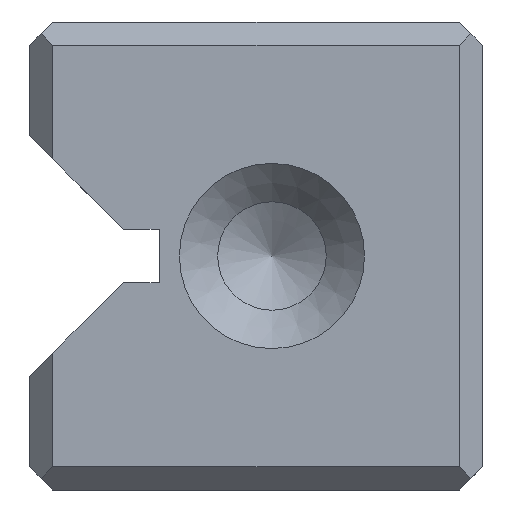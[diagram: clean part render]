
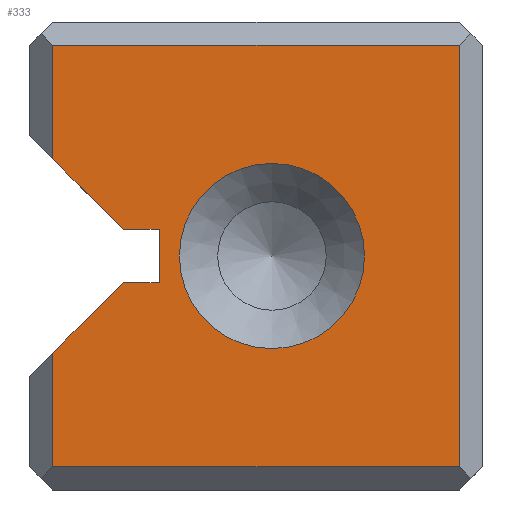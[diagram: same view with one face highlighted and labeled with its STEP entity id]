
A CAD part, left-side view. The second image highlights one B-rep face of the part: STEP entity #333.
In plain terms, the highlighted planar face has unit normal (-1, 0, 0).
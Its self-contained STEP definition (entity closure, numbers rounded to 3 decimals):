
#120=FACE_BOUND('',#490,.T.);
#121=FACE_BOUND('',#491,.T.);
#269=CIRCLE('',#1359,4.35);
#333=ADVANCED_FACE('',(#120,#121),#420,.T.);
#420=PLANE('',#1360);
#490=EDGE_LOOP('',(#669));
#491=EDGE_LOOP('',(#670,#671,#672,#673,#674,#675,#676,#677,#678,#679));
#669=ORIENTED_EDGE('',*,*,#1079,.T.);
#670=ORIENTED_EDGE('',*,*,#1080,.T.);
#671=ORIENTED_EDGE('',*,*,#1081,.T.);
#672=ORIENTED_EDGE('',*,*,#1082,.T.);
#673=ORIENTED_EDGE('',*,*,#1083,.T.);
#674=ORIENTED_EDGE('',*,*,#1084,.F.);
#675=ORIENTED_EDGE('',*,*,#1085,.F.);
#676=ORIENTED_EDGE('',*,*,#1086,.F.);
#677=ORIENTED_EDGE('',*,*,#1087,.F.);
#678=ORIENTED_EDGE('',*,*,#1088,.T.);
#679=ORIENTED_EDGE('',*,*,#1089,.T.);
#957=VERTEX_POINT('',#1947);
#958=VERTEX_POINT('',#1949);
#959=VERTEX_POINT('',#1950);
#960=VERTEX_POINT('',#1952);
#961=VERTEX_POINT('',#1954);
#962=VERTEX_POINT('',#1956);
#963=VERTEX_POINT('',#1958);
#964=VERTEX_POINT('',#1960);
#965=VERTEX_POINT('',#1962);
#966=VERTEX_POINT('',#1964);
#967=VERTEX_POINT('',#1966);
#1079=EDGE_CURVE('',#957,#957,#269,.T.);
#1080=EDGE_CURVE('',#958,#959,#1212,.T.);
#1081=EDGE_CURVE('',#959,#960,#1213,.T.);
#1082=EDGE_CURVE('',#960,#961,#1214,.T.);
#1083=EDGE_CURVE('',#961,#962,#1215,.T.);
#1084=EDGE_CURVE('',#963,#962,#1216,.T.);
#1085=EDGE_CURVE('',#964,#963,#1217,.T.);
#1086=EDGE_CURVE('',#965,#964,#1218,.T.);
#1087=EDGE_CURVE('',#966,#965,#1219,.T.);
#1088=EDGE_CURVE('',#966,#967,#1220,.T.);
#1089=EDGE_CURVE('',#967,#958,#1221,.T.);
#1212=LINE('',#1948,#1284);
#1213=LINE('',#1951,#1285);
#1214=LINE('',#1953,#1286);
#1215=LINE('',#1955,#1287);
#1216=LINE('',#1957,#1288);
#1217=LINE('',#1959,#1289);
#1218=LINE('',#1961,#1290);
#1219=LINE('',#1963,#1291);
#1220=LINE('',#1965,#1292);
#1221=LINE('',#1967,#1293);
#1284=VECTOR('',#1548,1.);
#1285=VECTOR('',#1549,1.);
#1286=VECTOR('',#1550,1.);
#1287=VECTOR('',#1551,1.);
#1288=VECTOR('',#1552,1.);
#1289=VECTOR('',#1553,1.);
#1290=VECTOR('',#1554,1.);
#1291=VECTOR('',#1555,1.);
#1292=VECTOR('',#1556,1.);
#1293=VECTOR('',#1557,1.);
#1359=AXIS2_PLACEMENT_3D('',#1946,#1546,#1547);
#1360=AXIS2_PLACEMENT_3D('',#1968,#1558,#1559);
#1546=DIRECTION('',(1.,0.,0.));
#1547=DIRECTION('',(0.,0.,-1.));
#1548=DIRECTION('',(0.,-1.,0.));
#1549=DIRECTION('',(0.,0.,1.));
#1550=DIRECTION('',(0.,1.,0.));
#1551=DIRECTION('',(0.,0.,-1.));
#1552=DIRECTION('',(0.,0.707,0.707));
#1553=DIRECTION('',(0.,1.,0.));
#1554=DIRECTION('',(0.,0.,1.));
#1555=DIRECTION('',(0.,-1.,0.));
#1556=DIRECTION('',(0.,0.707,-0.707));
#1557=DIRECTION('',(0.,0.,-1.));
#1558=DIRECTION('',(-1.,0.,0.));
#1559=DIRECTION('',(0.,0.,1.));
#1946=CARTESIAN_POINT('',(0.,9.9,11.));
#1947=CARTESIAN_POINT('',(0.,9.9,6.65));
#1948=CARTESIAN_POINT('',(0.,10.65,1.1));
#1949=CARTESIAN_POINT('',(0.,20.2,1.1));
#1950=CARTESIAN_POINT('',(0.,1.1,1.1));
#1951=CARTESIAN_POINT('',(0.,1.1,0.));
#1952=CARTESIAN_POINT('',(0.,1.1,20.9));
#1953=CARTESIAN_POINT('',(0.,10.65,20.9));
#1954=CARTESIAN_POINT('',(0.,20.2,20.9));
#1955=CARTESIAN_POINT('',(0.,20.2,0.));
#1956=CARTESIAN_POINT('',(0.,20.2,15.564));
#1957=CARTESIAN_POINT('',(0.,7.643,3.007));
#1958=CARTESIAN_POINT('',(0.,16.886,12.25));
#1959=CARTESIAN_POINT('',(0.,10.65,12.25));
#1960=CARTESIAN_POINT('',(0.,15.2,12.25));
#1961=CARTESIAN_POINT('',(0.,15.2,0.));
#1962=CARTESIAN_POINT('',(0.,15.2,9.75));
#1963=CARTESIAN_POINT('',(0.,10.65,9.75));
#1964=CARTESIAN_POINT('',(0.,16.886,9.75));
#1965=CARTESIAN_POINT('',(0.,18.643,7.993));
#1966=CARTESIAN_POINT('',(0.,20.2,6.436));
#1967=CARTESIAN_POINT('',(0.,20.2,0.));
#1968=CARTESIAN_POINT('',(0.,10.65,0.));
